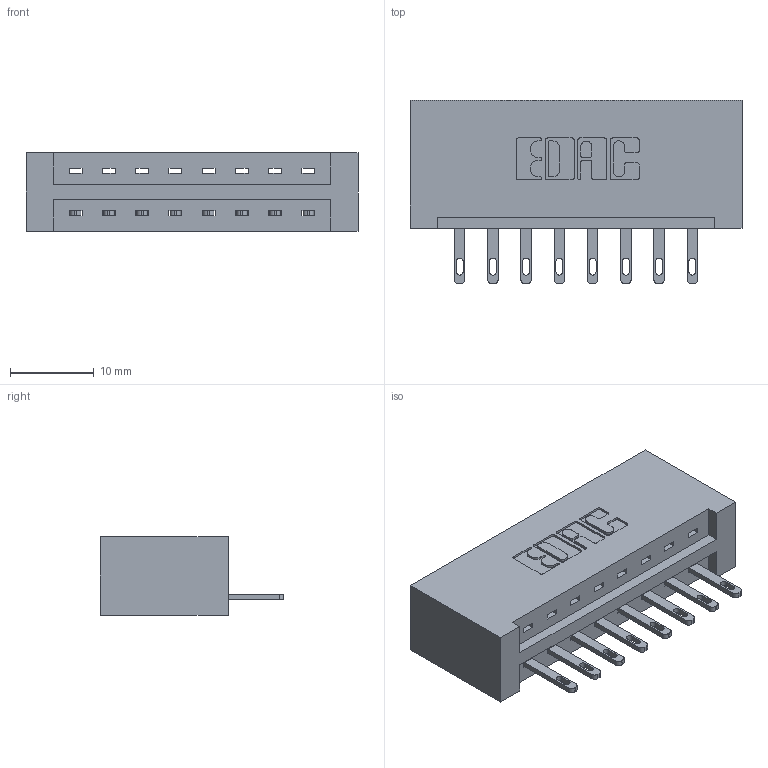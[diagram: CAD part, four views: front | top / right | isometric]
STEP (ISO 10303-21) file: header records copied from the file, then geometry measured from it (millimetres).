
FILE_DESCRIPTION (( 'STEP AP203' ), '1' );
FILE_NAME ('337-008-500-101.STEP', '2019-09-27T18:28:12', ( '' ), ( '' ), 'SwSTEP 2.0', 'SolidWorks 2016', '' );
FILE_SCHEMA (( 'CONFIG_CONTROL_DESIGN' ));
Length unit declared in the file: inch
Products named in the file (3): 337-008-500-101; 345-292-001_345-293-100; 337 Part_No Mounting Lugs
Assembly tree (9 placements, depth 2):
  337-008-500-101
    337 Part_No Mounting Lugs
    345-292-001_345-293-100  x8
Bounding box: 39.57 x 21.85 x 9.4 mm (x, y, z)
Volume: 4431.2 mm3; surface area: 4390.4 mm2
Topology: 9 solids, 9 shells, 570 faces, 1727 edges, 1150 vertices
Faces by surface type: plane 386, cylinder 184
Entity records: 9997 total; most frequent: CARTESIAN_POINT 1746, ORIENTED_EDGE 1690, DIRECTION 1533, EDGE_CURVE 845, LINE 721, VECTOR 721, VERTEX_POINT 562, AXIS2_PLACEMENT_3D 406
